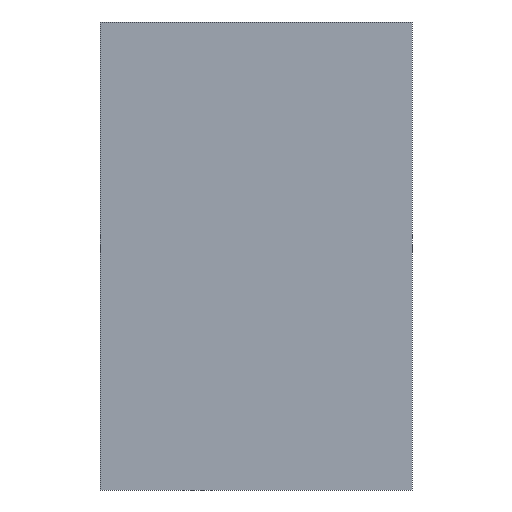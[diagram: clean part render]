
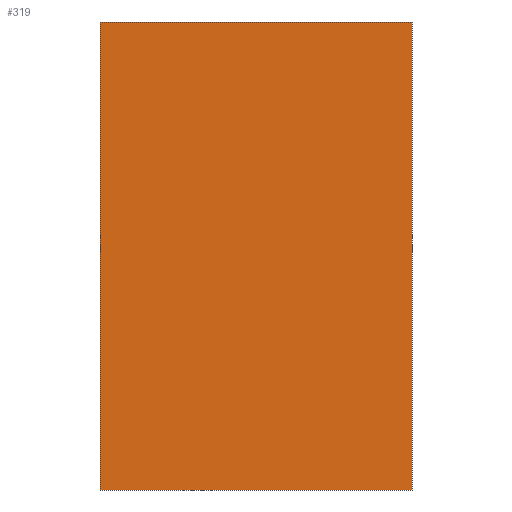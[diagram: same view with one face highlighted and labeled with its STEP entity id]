
A CAD part, front view. The second image highlights one B-rep face of the part: STEP entity #319.
In plain terms, the highlighted planar face has unit normal (0, -1, 0).
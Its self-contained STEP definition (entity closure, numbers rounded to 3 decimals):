
#3 = CARTESIAN_POINT ( 'NONE',  ( 20., -3., 30. ) ) ;
#12 = DIRECTION ( 'NONE',  ( 1., 0., 0. ) ) ;
#29 = CARTESIAN_POINT ( 'NONE',  ( 0., -3., 0. ) ) ;
#35 = CARTESIAN_POINT ( 'NONE',  ( 0., -3., 0. ) ) ;
#45 = VERTEX_POINT ( 'NONE', #29 ) ;
#49 = EDGE_CURVE ( 'NONE', #45, #228, #307, .T. ) ;
#53 = DIRECTION ( 'NONE',  ( 0., 0., 1. ) ) ;
#60 = VECTOR ( 'NONE', #204, 1000. ) ;
#83 = DIRECTION ( 'NONE',  ( 0., 1., 0. ) ) ;
#111 = ORIENTED_EDGE ( 'NONE', *, *, #289, .T. ) ;
#160 = VECTOR ( 'NONE', #451, 1000. ) ;
#177 = VECTOR ( 'NONE', #12, 1000. ) ;
#190 = CARTESIAN_POINT ( 'NONE',  ( 0., -3., 30. ) ) ;
#204 = DIRECTION ( 'NONE',  ( 0., 0., -1. ) ) ;
#210 = VERTEX_POINT ( 'NONE', #436 ) ;
#225 = DIRECTION ( 'NONE',  ( 0., 0., -1. ) ) ;
#228 = VERTEX_POINT ( 'NONE', #296 ) ;
#233 = VERTEX_POINT ( 'NONE', #362 ) ;
#249 = FACE_OUTER_BOUND ( 'NONE', #298, .T. ) ;
#260 = ORIENTED_EDGE ( 'NONE', *, *, #420, .F. ) ;
#275 = ORIENTED_EDGE ( 'NONE', *, *, #323, .F. ) ;
#289 = EDGE_CURVE ( 'NONE', #233, #45, #291, .T. ) ;
#291 = LINE ( 'NONE', #394, #382 ) ;
#296 = CARTESIAN_POINT ( 'NONE',  ( 20., -3., 0. ) ) ;
#298 = EDGE_LOOP ( 'NONE', ( #306, #260, #275, #111 ) ) ;
#306 = ORIENTED_EDGE ( 'NONE', *, *, #49, .T. ) ;
#307 = LINE ( 'NONE', #35, #160 ) ;
#310 = LINE ( 'NONE', #3, #60 ) ;
#319 = ADVANCED_FACE ( 'NONE', ( #249 ), #367, .F. ) ;
#323 = EDGE_CURVE ( 'NONE', #233, #210, #358, .T. ) ;
#358 = LINE ( 'NONE', #190, #177 ) ;
#362 = CARTESIAN_POINT ( 'NONE',  ( 0., -3., 30. ) ) ;
#367 = PLANE ( 'NONE',  #412 ) ;
#382 = VECTOR ( 'NONE', #225, 1000. ) ;
#391 = CARTESIAN_POINT ( 'NONE',  ( 0., -3., 30. ) ) ;
#394 = CARTESIAN_POINT ( 'NONE',  ( 0., -3., 30. ) ) ;
#412 = AXIS2_PLACEMENT_3D ( 'NONE', #391, #83, #53 ) ;
#420 = EDGE_CURVE ( 'NONE', #210, #228, #310, .T. ) ;
#436 = CARTESIAN_POINT ( 'NONE',  ( 20., -3., 30. ) ) ;
#451 = DIRECTION ( 'NONE',  ( 1., 0., 0. ) ) ;
